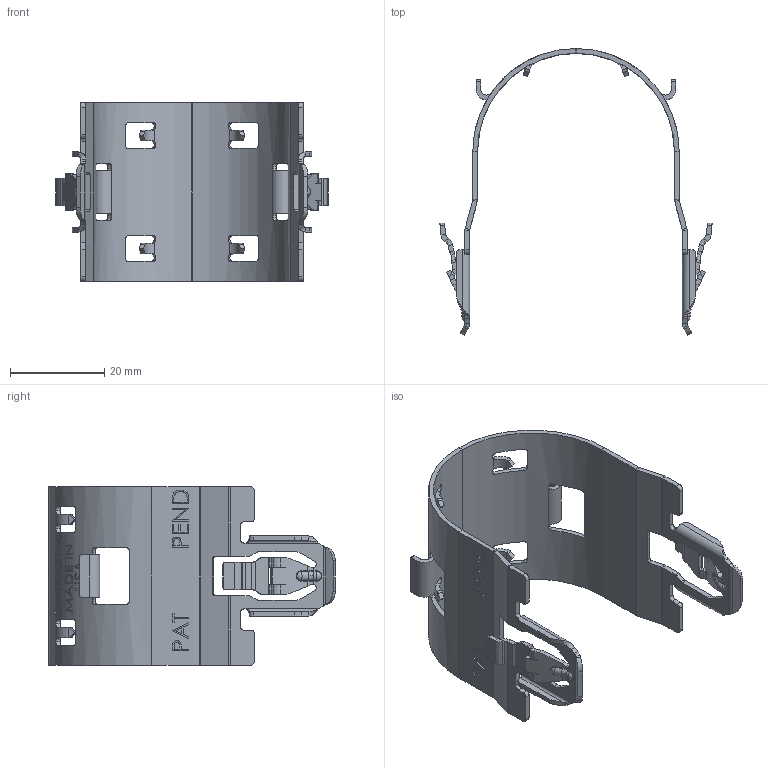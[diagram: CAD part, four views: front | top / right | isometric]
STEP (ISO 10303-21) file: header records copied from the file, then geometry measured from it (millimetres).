
FILE_DESCRIPTION (( 'STEP AP203' ), '1' );
FILE_NAME ('CC-114R.STEP', '2021-01-14T04:59:43', ( '' ), ( '' ), 'SwSTEP 2.0', 'SolidWorks 2019', '' );
FILE_SCHEMA (( 'CONFIG_CONTROL_DESIGN' ));
Length unit declared in the file: millimetre
Products named in the file (1): CC-114R
Bounding box: 57.82 x 60.9 x 38 mm (x, y, z)
Volume: 4422.4 mm3; surface area: 9817.4 mm2
Topology: 1 solids, 1 shells, 945 faces, 2429 edges, 1526 vertices
Faces by surface type: plane 506, cylinder 247, bspline 158, torus 26, sphere 8
Entity records: 40094 total; most frequent: CARTESIAN_POINT 18425, ORIENTED_EDGE 4858, DIRECTION 3860, EDGE_CURVE 2429, VERTEX_POINT 1526, LINE 1328, VECTOR 1328, AXIS2_PLACEMENT_3D 1266
